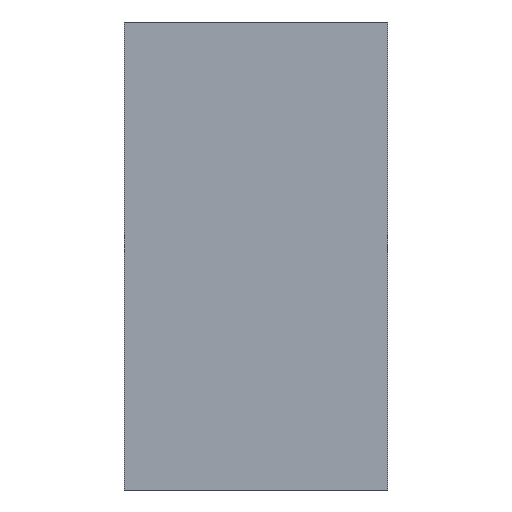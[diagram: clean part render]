
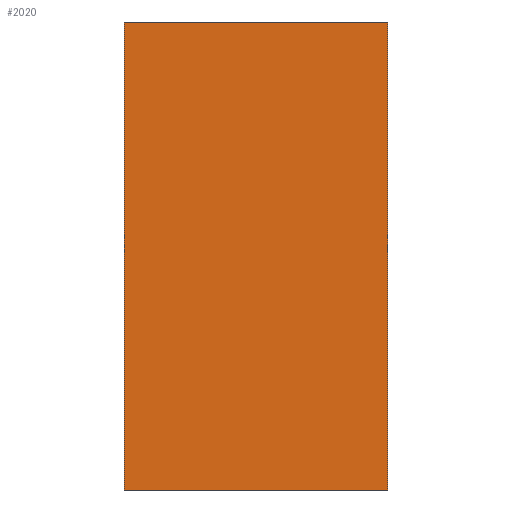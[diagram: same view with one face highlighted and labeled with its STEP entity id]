
A CAD part, left-side view. The second image highlights one B-rep face of the part: STEP entity #2020.
In plain terms, the highlighted planar face has unit normal (-1, 0, 0).
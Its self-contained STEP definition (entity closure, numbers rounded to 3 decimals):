
#92 = CARTESIAN_POINT ( 'NONE',  ( -0.8, 0.45, -0.4 ) ) ;
#93 = LINE ( 'NONE', #92, #97 ) ;
#96 = DIRECTION ( 'NONE',  ( 0., 0., 1. ) ) ;
#97 = VECTOR ( 'NONE', #96, 1000. ) ;
#145 = CARTESIAN_POINT ( 'NONE',  ( -0.8, 0.45, 0.4 ) ) ;
#165 = VECTOR ( 'NONE', #170, 1000. ) ;
#170 = DIRECTION ( 'NONE',  ( 0., -1., 0. ) ) ;
#171 = CARTESIAN_POINT ( 'NONE',  ( -0.8, 0.45, -0.4 ) ) ;
#172 = LINE ( 'NONE', #171, #165 ) ;
#184 = LINE ( 'NONE', #201, #185 ) ;
#185 = VECTOR ( 'NONE', #187, 1000. ) ;
#187 = DIRECTION ( 'NONE',  ( 0., -1., 0. ) ) ;
#201 = CARTESIAN_POINT ( 'NONE',  ( -0.8, 0.45, 0.4 ) ) ;
#220 = CARTESIAN_POINT ( 'NONE',  ( -0.8, 0.45, -0.4 ) ) ;
#222 = CARTESIAN_POINT ( 'NONE',  ( -0.8, 0., -0.4 ) ) ;
#559 = LINE ( 'NONE', #601, #591 ) ;
#591 = VECTOR ( 'NONE', #600, 1000. ) ;
#600 = DIRECTION ( 'NONE',  ( 0., 0., 1. ) ) ;
#601 = CARTESIAN_POINT ( 'NONE',  ( -0.8, 0., -0.4 ) ) ;
#701 = FACE_OUTER_BOUND ( 'NONE', #2005, .T. ) ;
#741 = PLANE ( 'NONE',  #755 ) ;
#746 = DIRECTION ( 'NONE',  ( 0., 0., -1. ) ) ;
#755 = AXIS2_PLACEMENT_3D ( 'NONE', #762, #756, #746 ) ;
#756 = DIRECTION ( 'NONE',  ( 1., 0., 0. ) ) ;
#762 = CARTESIAN_POINT ( 'NONE',  ( -0.8, 0.45, -0.4 ) ) ;
#1485 = EDGE_CURVE ( 'NONE', #1530, #1512, #93, .T. ) ;
#1497 = EDGE_CURVE ( 'NONE', #1512, #1546, #184, .T. ) ;
#1512 = VERTEX_POINT ( 'NONE', #145 ) ;
#1526 = VERTEX_POINT ( 'NONE', #222 ) ;
#1529 = EDGE_CURVE ( 'NONE', #1530, #1526, #172, .T. ) ;
#1530 = VERTEX_POINT ( 'NONE', #220 ) ;
#1546 = VERTEX_POINT ( 'NONE', #1752 ) ;
#1752 = CARTESIAN_POINT ( 'NONE',  ( -0.8, 0., 0.4 ) ) ;
#1963 = ORIENTED_EDGE ( 'NONE', *, *, #1485, .F. ) ;
#1966 = EDGE_CURVE ( 'NONE', #1526, #1546, #559, .T. ) ;
#1976 = ORIENTED_EDGE ( 'NONE', *, *, #1529, .T. ) ;
#1985 = ORIENTED_EDGE ( 'NONE', *, *, #1966, .T. ) ;
#2004 = ORIENTED_EDGE ( 'NONE', *, *, #1497, .F. ) ;
#2005 = EDGE_LOOP ( 'NONE', ( #1985, #2004, #1963, #1976 ) ) ;
#2020 = ADVANCED_FACE ( 'NONE', ( #701 ), #741, .F. ) ;
